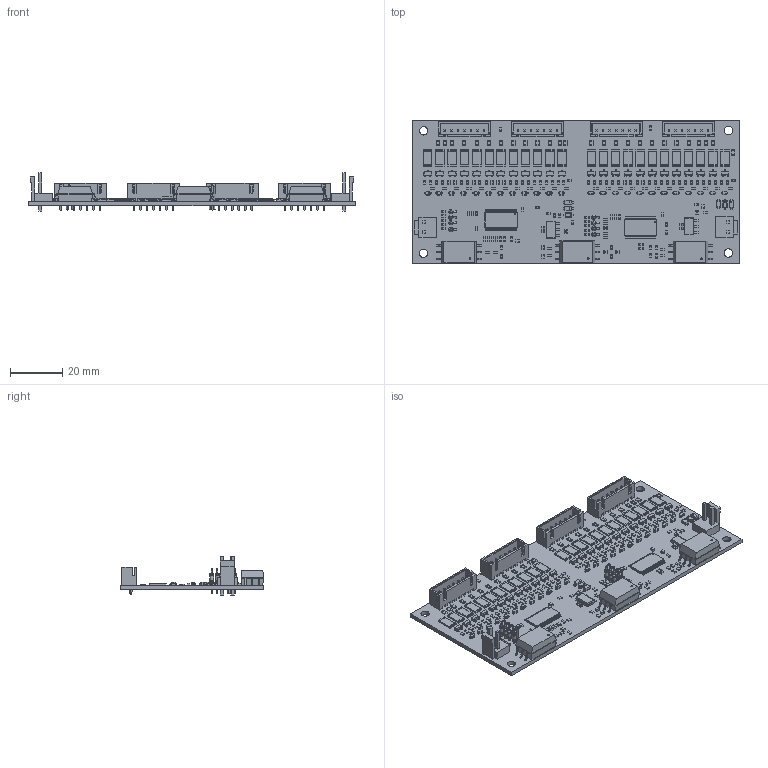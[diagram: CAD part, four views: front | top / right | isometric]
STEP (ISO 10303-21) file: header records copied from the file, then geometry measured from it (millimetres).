
FILE_DESCRIPTION(('KiCad electronic assembly'),'2;1');
FILE_NAME('LTC6811_ESP32_V2.step','2024-09-13T14:59:31',('Pcbnew'),( 'Kicad'),'Open CASCADE STEP processor 7.8','KiCad to STEP converter' ,'Unknown');
FILE_SCHEMA(('AUTOMOTIVE_DESIGN { 1 0 10303 214 1 1 1 1 }'));
Length unit declared in the file: millimetre
Products named in the file (32): LTC6811_ESP32_V2 1; D_SOD-123; D_SOD_123; R_0603_1608Metric; SOT-23; SOT_23; D_SOD-323; D_SOD_323; Fuse_0805_2012Metric; JST_VH_B2P-VH_1Ã02_P3.96mm; B2P-VH; C_0603_1608Metric; R_Axial_DIN0204_L3.6mm_D1.6mm_P1.90mm_Vertical; R_Axial_DIN0204_L36mm_D16mm_P190mm_Vertical; R_2512_6332Metric; JST_XH_B7B-XH-A_1x07_P2.50mm_Vertical; JST_B7B_XH_A; TSSOP-48_6.1x12.5mm_P0.5mm; TSSOP_48_61x125mm_P05mm; D_SOD-123F; D_SOD_123F; LED_0603_1608Metric; SMT_2108NL_PUL; part; SOT-223; SOT_223; LTC6811_ESP32_Slaves_V5_PCB
Assembly tree (281 placements, depth 3):
  LTC6811_ESP32_V2 1
    D_SOD-123  x4
      D_SOD_123
    R_0603_1608Metric  x86
      R_0603_1608Metric
    SOT-23  x24
      SOT_23
    D_SOD-323  x24
      D_SOD_323
    Fuse_0805_2012Metric  x26
      Fuse_0805_2012Metric
    JST_VH_B2P-VH_1Ã02_P3.96mm  x2
      B2P-VH
    C_0603_1608Metric  x52
      C_0603_1608Metric
    R_Axial_DIN0204_L3.6mm_D1.6mm_P1.90mm_Vertical  x8
      R_Axial_DIN0204_L36mm_D16mm_P190mm_Vertical
    R_2512_6332Metric  x24
      R_2512_6332Metric
    JST_XH_B7B-XH-A_1x07_P2.50mm_Vertical  x4
      JST_B7B_XH_A
    TSSOP-48_6.1x12.5mm_P0.5mm  x2
      TSSOP_48_61x125mm_P05mm
    D_SOD-123F  x2
      D_SOD_123F
    LED_0603_1608Metric  x2
      LED_0603_1608Metric
    SMT_2108NL_PUL  x3
      part
    SOT-223  x2
      SOT_223
    LTC6811_ESP32_Slaves_V5_PCB
Bounding box: 125 x 55 x 14.6 mm (x, y, z)
Volume: 15655.6 mm3; surface area: 24703 mm2
Topology: 287 solids, 287 shells, 11931 faces, 30005 edges, 18882 vertices
Faces by surface type: plane 7470, cylinder 2857, bspline 1572, torus 32
Full cylindrical faces by diameter (mm): 0.5 x34, 0.665 x3, 0.7 x16, 0.95 x28, 1.44 x8, 1.6 x16, 1.7 x4, 3.2 x4
Entity records: 63053 total; most frequent: CARTESIAN_POINT 9595, ORIENTED_EDGE 8538, DIRECTION 8366, EDGE_CURVE 4269, LINE 3368, VECTOR 3368, VERTEX_POINT 2694, AXIS2_PLACEMENT_3D 2499
